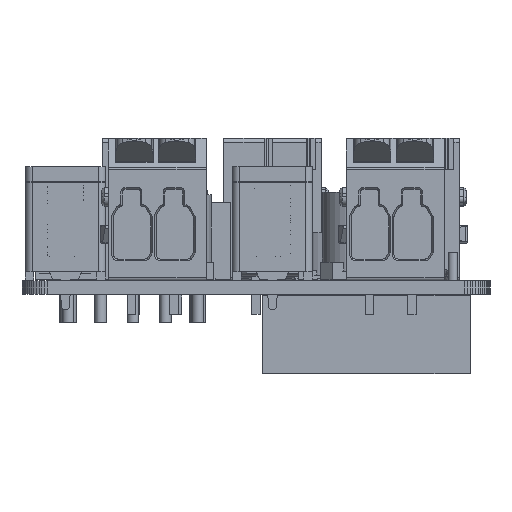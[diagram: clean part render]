
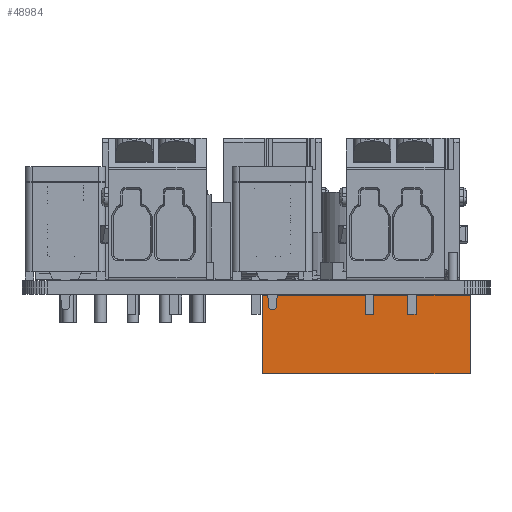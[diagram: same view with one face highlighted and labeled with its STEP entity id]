
A CAD part, left-side view. The second image highlights one B-rep face of the part: STEP entity #48984.
In plain terms, the highlighted planar face has unit normal (-1, 0, 0).
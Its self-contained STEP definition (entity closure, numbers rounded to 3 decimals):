
#48721 = EDGE_CURVE('',#48722,#48724,#48726,.T.);
#48722 = VERTEX_POINT('',#48723);
#48723 = CARTESIAN_POINT('',(-24.11,-14.74,0.1));
#48724 = VERTEX_POINT('',#48725);
#48725 = CARTESIAN_POINT('',(-24.11,-14.74,9.3));
#48726 = SURFACE_CURVE('',#48727,(#48731,#48743),.PCURVE_S1.);
#48727 = LINE('',#48728,#48729);
#48728 = CARTESIAN_POINT('',(-24.11,-14.74,0.1));
#48729 = VECTOR('',#48730,1.);
#48730 = DIRECTION('',(0.,0.,1.));
#48731 = PCURVE('',#48732,#48737);
#48732 = PLANE('',#48733);
#48733 = AXIS2_PLACEMENT_3D('',#48734,#48735,#48736);
#48734 = CARTESIAN_POINT('',(-24.11,-14.74,0.1));
#48735 = DIRECTION('',(0.,1.,0.));
#48736 = DIRECTION('',(1.,0.,0.));
#48737 = DEFINITIONAL_REPRESENTATION('',(#48738),#48742);
#48738 = LINE('',#48739,#48740);
#48739 = CARTESIAN_POINT('',(0.,0.));
#48740 = VECTOR('',#48741,1.);
#48741 = DIRECTION('',(0.,-1.));
#48742 = ( GEOMETRIC_REPRESENTATION_CONTEXT(2) 
PARAMETRIC_REPRESENTATION_CONTEXT() REPRESENTATION_CONTEXT('2D SPACE',''
  ) );
#48743 = PCURVE('',#48744,#48749);
#48744 = PLANE('',#48745);
#48745 = AXIS2_PLACEMENT_3D('',#48746,#48747,#48748);
#48746 = CARTESIAN_POINT('',(-24.11,9.66,0.1));
#48747 = DIRECTION('',(1.,0.,0.));
#48748 = DIRECTION('',(0.,-1.,0.));
#48749 = DEFINITIONAL_REPRESENTATION('',(#48750),#48754);
#48750 = LINE('',#48751,#48752);
#48751 = CARTESIAN_POINT('',(24.4,0.));
#48752 = VECTOR('',#48753,1.);
#48753 = DIRECTION('',(0.,-1.));
#48754 = ( GEOMETRIC_REPRESENTATION_CONTEXT(2) 
PARAMETRIC_REPRESENTATION_CONTEXT() REPRESENTATION_CONTEXT('2D SPACE',''
  ) );
#48772 = PLANE('',#48773);
#48773 = AXIS2_PLACEMENT_3D('',#48774,#48775,#48776);
#48774 = CARTESIAN_POINT('',(-10.16,-2.54,9.3));
#48775 = DIRECTION('',(0.,0.,1.));
#48776 = DIRECTION('',(1.,0.,0.));
#48826 = PLANE('',#48827);
#48827 = AXIS2_PLACEMENT_3D('',#48828,#48829,#48830);
#48828 = CARTESIAN_POINT('',(-10.16,-2.54,0.1));
#48829 = DIRECTION('',(0.,0.,1.));
#48830 = DIRECTION('',(1.,0.,0.));
#48881 = PLANE('',#48882);
#48882 = AXIS2_PLACEMENT_3D('',#48883,#48884,#48885);
#48883 = CARTESIAN_POINT('',(3.79,9.66,0.1));
#48884 = DIRECTION('',(0.,-1.,0.));
#48885 = DIRECTION('',(-1.,0.,0.));
#48919 = VERTEX_POINT('',#48920);
#48920 = CARTESIAN_POINT('',(-24.11,9.66,9.3));
#48941 = EDGE_CURVE('',#48942,#48919,#48944,.T.);
#48942 = VERTEX_POINT('',#48943);
#48943 = CARTESIAN_POINT('',(-24.11,9.66,0.1));
#48944 = SURFACE_CURVE('',#48945,(#48949,#48956),.PCURVE_S1.);
#48945 = LINE('',#48946,#48947);
#48946 = CARTESIAN_POINT('',(-24.11,9.66,0.1));
#48947 = VECTOR('',#48948,1.);
#48948 = DIRECTION('',(0.,0.,1.));
#48949 = PCURVE('',#48881,#48950);
#48950 = DEFINITIONAL_REPRESENTATION('',(#48951),#48955);
#48951 = LINE('',#48952,#48953);
#48952 = CARTESIAN_POINT('',(27.9,0.));
#48953 = VECTOR('',#48954,1.);
#48954 = DIRECTION('',(0.,-1.));
#48955 = ( GEOMETRIC_REPRESENTATION_CONTEXT(2) 
PARAMETRIC_REPRESENTATION_CONTEXT() REPRESENTATION_CONTEXT('2D SPACE',''
  ) );
#48956 = PCURVE('',#48744,#48957);
#48957 = DEFINITIONAL_REPRESENTATION('',(#48958),#48962);
#48958 = LINE('',#48959,#48960);
#48959 = CARTESIAN_POINT('',(0.,0.));
#48960 = VECTOR('',#48961,1.);
#48961 = DIRECTION('',(0.,-1.));
#48962 = ( GEOMETRIC_REPRESENTATION_CONTEXT(2) 
PARAMETRIC_REPRESENTATION_CONTEXT() REPRESENTATION_CONTEXT('2D SPACE',''
  ) );
#48984 = ADVANCED_FACE('',(#48985),#48744,.F.);
#48985 = FACE_BOUND('',#48986,.F.);
#48986 = EDGE_LOOP('',(#48987,#48988,#49009,#49010));
#48987 = ORIENTED_EDGE('',*,*,#48941,.T.);
#48988 = ORIENTED_EDGE('',*,*,#48989,.T.);
#48989 = EDGE_CURVE('',#48919,#48724,#48990,.T.);
#48990 = SURFACE_CURVE('',#48991,(#48995,#49002),.PCURVE_S1.);
#48991 = LINE('',#48992,#48993);
#48992 = CARTESIAN_POINT('',(-24.11,9.66,9.3));
#48993 = VECTOR('',#48994,1.);
#48994 = DIRECTION('',(0.,-1.,0.));
#48995 = PCURVE('',#48744,#48996);
#48996 = DEFINITIONAL_REPRESENTATION('',(#48997),#49001);
#48997 = LINE('',#48998,#48999);
#48998 = CARTESIAN_POINT('',(0.,-9.2));
#48999 = VECTOR('',#49000,1.);
#49000 = DIRECTION('',(1.,0.));
#49001 = ( GEOMETRIC_REPRESENTATION_CONTEXT(2) 
PARAMETRIC_REPRESENTATION_CONTEXT() REPRESENTATION_CONTEXT('2D SPACE',''
  ) );
#49002 = PCURVE('',#48772,#49003);
#49003 = DEFINITIONAL_REPRESENTATION('',(#49004),#49008);
#49004 = LINE('',#49005,#49006);
#49005 = CARTESIAN_POINT('',(-13.95,12.2));
#49006 = VECTOR('',#49007,1.);
#49007 = DIRECTION('',(0.,-1.));
#49008 = ( GEOMETRIC_REPRESENTATION_CONTEXT(2) 
PARAMETRIC_REPRESENTATION_CONTEXT() REPRESENTATION_CONTEXT('2D SPACE',''
  ) );
#49009 = ORIENTED_EDGE('',*,*,#48721,.F.);
#49010 = ORIENTED_EDGE('',*,*,#49011,.F.);
#49011 = EDGE_CURVE('',#48942,#48722,#49012,.T.);
#49012 = SURFACE_CURVE('',#49013,(#49017,#49024),.PCURVE_S1.);
#49013 = LINE('',#49014,#49015);
#49014 = CARTESIAN_POINT('',(-24.11,9.66,0.1));
#49015 = VECTOR('',#49016,1.);
#49016 = DIRECTION('',(0.,-1.,0.));
#49017 = PCURVE('',#48744,#49018);
#49018 = DEFINITIONAL_REPRESENTATION('',(#49019),#49023);
#49019 = LINE('',#49020,#49021);
#49020 = CARTESIAN_POINT('',(0.,0.));
#49021 = VECTOR('',#49022,1.);
#49022 = DIRECTION('',(1.,0.));
#49023 = ( GEOMETRIC_REPRESENTATION_CONTEXT(2) 
PARAMETRIC_REPRESENTATION_CONTEXT() REPRESENTATION_CONTEXT('2D SPACE',''
  ) );
#49024 = PCURVE('',#48826,#49025);
#49025 = DEFINITIONAL_REPRESENTATION('',(#49026),#49030);
#49026 = LINE('',#49027,#49028);
#49027 = CARTESIAN_POINT('',(-13.95,12.2));
#49028 = VECTOR('',#49029,1.);
#49029 = DIRECTION('',(0.,-1.));
#49030 = ( GEOMETRIC_REPRESENTATION_CONTEXT(2) 
PARAMETRIC_REPRESENTATION_CONTEXT() REPRESENTATION_CONTEXT('2D SPACE',''
  ) );
